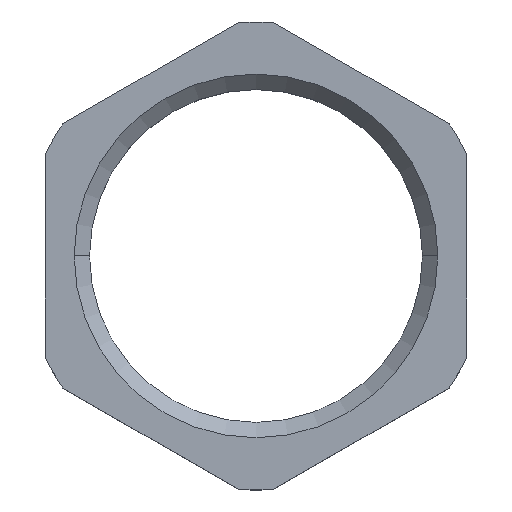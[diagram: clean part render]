
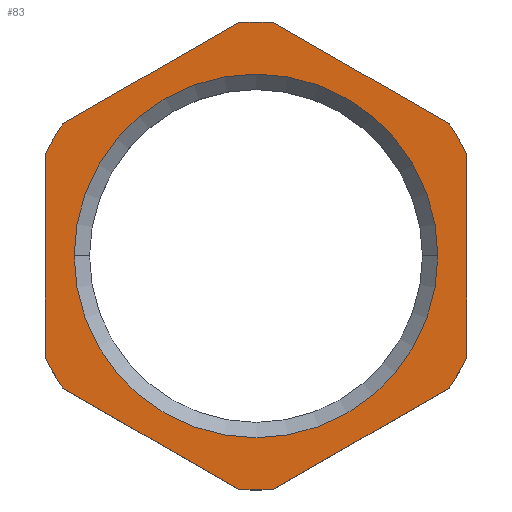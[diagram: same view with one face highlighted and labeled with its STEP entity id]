
A CAD part, top view. The second image highlights one B-rep face of the part: STEP entity #83.
In plain terms, the highlighted planar face has unit normal (0, 0, 1).
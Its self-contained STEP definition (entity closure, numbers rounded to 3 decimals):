
#83 = ADVANCED_FACE ( 'NONE', ( #521, #520 ), #519, .T. ) ;
#84 = EDGE_LOOP ( 'NONE', ( #144, #145 ) ) ;
#91 = VERTEX_POINT ( 'NONE', #477 ) ;
#92 = EDGE_CURVE ( 'NONE', #180, #91, #504, .T. ) ;
#93 = ORIENTED_EDGE ( 'NONE', *, *, #101, .T. ) ;
#95 = VERTEX_POINT ( 'NONE', #500 ) ;
#96 = VERTEX_POINT ( 'NONE', #499 ) ;
#97 = EDGE_CURVE ( 'NONE', #95, #96, #567, .T. ) ;
#98 = ORIENTED_EDGE ( 'NONE', *, *, #109, .T. ) ;
#101 = EDGE_CURVE ( 'NONE', #91, #135, #488, .T. ) ;
#104 = ORIENTED_EDGE ( 'NONE', *, *, #92, .T. ) ;
#105 = VERTEX_POINT ( 'NONE', #577 ) ;
#106 = ORIENTED_EDGE ( 'NONE', *, *, #107, .T. ) ;
#107 = EDGE_CURVE ( 'NONE', #184, #95, #576, .T. ) ;
#108 = ORIENTED_EDGE ( 'NONE', *, *, #97, .T. ) ;
#109 = EDGE_CURVE ( 'NONE', #96, #105, #491, .T. ) ;
#135 = VERTEX_POINT ( 'NONE', #242 ) ;
#136 = VERTEX_POINT ( 'NONE', #241 ) ;
#137 = ORIENTED_EDGE ( 'NONE', *, *, #138, .T. ) ;
#138 = EDGE_CURVE ( 'NONE', #136, #139, #238, .T. ) ;
#139 = VERTEX_POINT ( 'NONE', #239 ) ;
#140 = ORIENTED_EDGE ( 'NONE', *, *, #141, .T. ) ;
#141 = EDGE_CURVE ( 'NONE', #139, #142, #234, .T. ) ;
#142 = VERTEX_POINT ( 'NONE', #230 ) ;
#143 = VERTEX_POINT ( 'NONE', #229 ) ;
#144 = ORIENTED_EDGE ( 'NONE', *, *, #198, .T. ) ;
#145 = ORIENTED_EDGE ( 'NONE', *, *, #146, .T. ) ;
#146 = EDGE_CURVE ( 'NONE', #189, #199, #227, .T. ) ;
#147 = EDGE_LOOP ( 'NONE', ( #207, #137, #140, #191, #193, #182, #106, #108, #98, #178, #104, #93 ) ) ;
#178 = ORIENTED_EDGE ( 'NONE', *, *, #179, .T. ) ;
#179 = EDGE_CURVE ( 'NONE', #105, #180, #274, .T. ) ;
#180 = VERTEX_POINT ( 'NONE', #269 ) ;
#182 = ORIENTED_EDGE ( 'NONE', *, *, #183, .T. ) ;
#183 = EDGE_CURVE ( 'NONE', #195, #184, #427, .T. ) ;
#184 = VERTEX_POINT ( 'NONE', #381 ) ;
#189 = VERTEX_POINT ( 'NONE', #374 ) ;
#191 = ORIENTED_EDGE ( 'NONE', *, *, #192, .T. ) ;
#192 = EDGE_CURVE ( 'NONE', #142, #143, #426, .T. ) ;
#193 = ORIENTED_EDGE ( 'NONE', *, *, #194, .T. ) ;
#194 = EDGE_CURVE ( 'NONE', #143, #195, #349, .T. ) ;
#195 = VERTEX_POINT ( 'NONE', #345 ) ;
#198 = EDGE_CURVE ( 'NONE', #199, #189, #339, .T. ) ;
#199 = VERTEX_POINT ( 'NONE', #334 ) ;
#207 = ORIENTED_EDGE ( 'NONE', *, *, #208, .T. ) ;
#208 = EDGE_CURVE ( 'NONE', #135, #136, #333, .T. ) ;
#223 = DIRECTION ( 'NONE',  ( 1., 0., 0. ) ) ;
#224 = DIRECTION ( 'NONE',  ( 0., 0., -1. ) ) ;
#225 = CARTESIAN_POINT ( 'NONE',  ( 0., 0., 5. ) ) ;
#226 = AXIS2_PLACEMENT_3D ( 'NONE', #225, #224, #223 ) ;
#227 = CIRCLE ( 'NONE', #226, 9.48 ) ;
#229 = CARTESIAN_POINT ( 'NONE',  ( -0.931, 12.164, 5. ) ) ;
#230 = CARTESIAN_POINT ( 'NONE',  ( 0.931, 12.164, 5. ) ) ;
#231 = DIRECTION ( 'NONE',  ( -0.866, 0.5, 0. ) ) ;
#232 = VECTOR ( 'NONE', #231, 1000. ) ;
#233 = CARTESIAN_POINT ( 'NONE',  ( 11., 6.351, 5. ) ) ;
#234 = LINE ( 'NONE', #233, #232 ) ;
#235 = DIRECTION ( 'NONE',  ( 1., 0., 0. ) ) ;
#236 = DIRECTION ( 'NONE',  ( 0., 0., 1. ) ) ;
#237 = AXIS2_PLACEMENT_3D ( 'NONE', #240, #236, #235 ) ;
#238 = CIRCLE ( 'NONE', #237, 12.2 ) ;
#239 = CARTESIAN_POINT ( 'NONE',  ( 10.069, 6.888, 5. ) ) ;
#240 = CARTESIAN_POINT ( 'NONE',  ( 0., 0., 5. ) ) ;
#241 = CARTESIAN_POINT ( 'NONE',  ( 11., 5.276, 5. ) ) ;
#242 = CARTESIAN_POINT ( 'NONE',  ( 11., -5.276, 5. ) ) ;
#269 = CARTESIAN_POINT ( 'NONE',  ( 0.931, -12.164, 5. ) ) ;
#270 = DIRECTION ( 'NONE',  ( 1., 0., 0. ) ) ;
#271 = DIRECTION ( 'NONE',  ( 0., 0., 1. ) ) ;
#272 = CARTESIAN_POINT ( 'NONE',  ( 0., 0., 5. ) ) ;
#273 = AXIS2_PLACEMENT_3D ( 'NONE', #272, #271, #270 ) ;
#274 = CIRCLE ( 'NONE', #273, 12.2 ) ;
#330 = DIRECTION ( 'NONE',  ( 0., 1., 0. ) ) ;
#331 = VECTOR ( 'NONE', #330, 1000. ) ;
#332 = CARTESIAN_POINT ( 'NONE',  ( 11., -6.351, 5. ) ) ;
#333 = LINE ( 'NONE', #332, #331 ) ;
#334 = CARTESIAN_POINT ( 'NONE',  ( 9.48, 0., 5. ) ) ;
#335 = DIRECTION ( 'NONE',  ( 1., 0., 0. ) ) ;
#336 = DIRECTION ( 'NONE',  ( 0., 0., -1. ) ) ;
#337 = CARTESIAN_POINT ( 'NONE',  ( 0., 0., 5. ) ) ;
#338 = AXIS2_PLACEMENT_3D ( 'NONE', #337, #336, #335 ) ;
#339 = CIRCLE ( 'NONE', #338, 9.48 ) ;
#345 = CARTESIAN_POINT ( 'NONE',  ( -10.069, 6.888, 5. ) ) ;
#346 = DIRECTION ( 'NONE',  ( -0.866, -0.5, 0. ) ) ;
#347 = VECTOR ( 'NONE', #346, 1000. ) ;
#348 = CARTESIAN_POINT ( 'NONE',  ( 0., 12.702, 5. ) ) ;
#349 = LINE ( 'NONE', #348, #347 ) ;
#372 = DIRECTION ( 'NONE',  ( 1., 0., 0. ) ) ;
#373 = DIRECTION ( 'NONE',  ( 0., 0., 1. ) ) ;
#374 = CARTESIAN_POINT ( 'NONE',  ( -9.48, 0., 5. ) ) ;
#379 = CARTESIAN_POINT ( 'NONE',  ( 0., 0., 5. ) ) ;
#380 = AXIS2_PLACEMENT_3D ( 'NONE', #379, #373, #372 ) ;
#381 = CARTESIAN_POINT ( 'NONE',  ( -11., 5.276, 5. ) ) ;
#422 = DIRECTION ( 'NONE',  ( 1., 0., 0. ) ) ;
#423 = DIRECTION ( 'NONE',  ( 0., 0., 1. ) ) ;
#424 = CARTESIAN_POINT ( 'NONE',  ( 0., 0., 5. ) ) ;
#425 = AXIS2_PLACEMENT_3D ( 'NONE', #424, #423, #422 ) ;
#426 = CIRCLE ( 'NONE', #425, 12.2 ) ;
#427 = CIRCLE ( 'NONE', #380, 12.2 ) ;
#477 = CARTESIAN_POINT ( 'NONE',  ( 10.069, -6.888, 5. ) ) ;
#484 = DIRECTION ( 'NONE',  ( 1., 0., 0. ) ) ;
#485 = DIRECTION ( 'NONE',  ( 0., 0., 1. ) ) ;
#486 = CARTESIAN_POINT ( 'NONE',  ( 0., 0., 5. ) ) ;
#487 = AXIS2_PLACEMENT_3D ( 'NONE', #486, #485, #484 ) ;
#488 = CIRCLE ( 'NONE', #487, 12.2 ) ;
#489 = DIRECTION ( 'NONE',  ( 0.866, -0.5, 0. ) ) ;
#490 = CARTESIAN_POINT ( 'NONE',  ( -11., -6.351, 5. ) ) ;
#491 = LINE ( 'NONE', #490, #498 ) ;
#492 = DIRECTION ( 'NONE',  ( 0., -1., 0. ) ) ;
#493 = VECTOR ( 'NONE', #492, 1000. ) ;
#494 = CARTESIAN_POINT ( 'NONE',  ( -11., 6.351, 5. ) ) ;
#498 = VECTOR ( 'NONE', #489, 1000. ) ;
#499 = CARTESIAN_POINT ( 'NONE',  ( -10.069, -6.888, 5. ) ) ;
#500 = CARTESIAN_POINT ( 'NONE',  ( -11., -5.276, 5. ) ) ;
#501 = DIRECTION ( 'NONE',  ( 0.866, 0.5, 0. ) ) ;
#502 = VECTOR ( 'NONE', #501, 1000. ) ;
#503 = CARTESIAN_POINT ( 'NONE',  ( 0., -12.702, 5. ) ) ;
#504 = LINE ( 'NONE', #503, #502 ) ;
#519 = PLANE ( 'NONE',  #534 ) ;
#520 = FACE_OUTER_BOUND ( 'NONE', #147, .T. ) ;
#521 = FACE_BOUND ( 'NONE', #84, .T. ) ;
#531 = DIRECTION ( 'NONE',  ( 1., 0., 0. ) ) ;
#532 = DIRECTION ( 'NONE',  ( 0., 0., 1. ) ) ;
#533 = CARTESIAN_POINT ( 'NONE',  ( 11., 19.053, 5. ) ) ;
#534 = AXIS2_PLACEMENT_3D ( 'NONE', #533, #532, #531 ) ;
#563 = DIRECTION ( 'NONE',  ( 1., 0., 0. ) ) ;
#564 = DIRECTION ( 'NONE',  ( 0., 0., 1. ) ) ;
#565 = CARTESIAN_POINT ( 'NONE',  ( 0., 0., 5. ) ) ;
#566 = AXIS2_PLACEMENT_3D ( 'NONE', #565, #564, #563 ) ;
#567 = CIRCLE ( 'NONE', #566, 12.2 ) ;
#576 = LINE ( 'NONE', #494, #493 ) ;
#577 = CARTESIAN_POINT ( 'NONE',  ( -0.931, -12.164, 5. ) ) ;
